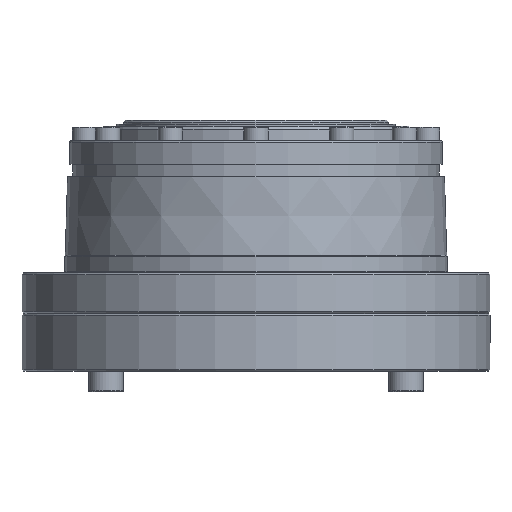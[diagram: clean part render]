
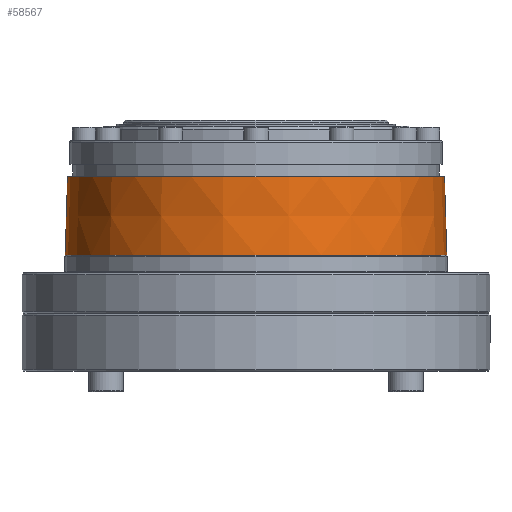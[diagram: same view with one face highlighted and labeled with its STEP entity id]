
A CAD part, front view. The second image highlights one B-rep face of the part: STEP entity #58567.
In plain terms, the highlighted conical face has half-angle 1.659 degrees and reference radius 56.25 mm.
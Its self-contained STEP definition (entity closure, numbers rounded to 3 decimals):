
#288 = FACE_OUTER_BOUND ( 'NONE', #66802, .T. ) ;
#1366 = VERTEX_POINT ( 'NONE', #27633 ) ;
#2785 = CARTESIAN_POINT ( 'NONE',  ( 0., 0., -16.7 ) ) ;
#6056 = CARTESIAN_POINT ( 'NONE',  ( -56.25, 0., -39.75 ) ) ;
#8167 = EDGE_CURVE ( 'NONE', #1366, #22859, #35047, .T. ) ;
#9950 = CARTESIAN_POINT ( 'NONE',  ( 0., 0., -39.75 ) ) ;
#10504 = CIRCLE ( 'NONE', #68935, 55.582 ) ;
#10593 = EDGE_CURVE ( 'NONE', #72986, #13312, #10504, .T. ) ;
#11224 = ORIENTED_EDGE ( 'NONE', *, *, #10593, .T. ) ;
#11717 = VECTOR ( 'NONE', #70837, 1000. ) ;
#13312 = VERTEX_POINT ( 'NONE', #38729 ) ;
#15212 = DIRECTION ( 'NONE',  ( 0., 1., 0. ) ) ;
#15483 = CARTESIAN_POINT ( 'NONE',  ( 55.582, 0., -16.7 ) ) ;
#17287 = VERTEX_POINT ( 'NONE', #6056 ) ;
#17994 = CARTESIAN_POINT ( 'NONE',  ( 0., 0., -39.75 ) ) ;
#20404 = DIRECTION ( 'NONE',  ( 0., 0., -1. ) ) ;
#20829 = EDGE_CURVE ( 'NONE', #22859, #17287, #66326, .T. ) ;
#22859 = VERTEX_POINT ( 'NONE', #35236 ) ;
#26251 = EDGE_CURVE ( 'NONE', #72986, #1366, #73741, .T. ) ;
#26344 = DIRECTION ( 'NONE',  ( -1., 0., 0. ) ) ;
#27633 = CARTESIAN_POINT ( 'NONE',  ( 56.25, 0., -39.75 ) ) ;
#28950 = CARTESIAN_POINT ( 'NONE',  ( 56.25, 0., -39.75 ) ) ;
#29441 = DIRECTION ( 'NONE',  ( 0.029, 0., -1. ) ) ;
#30244 = ORIENTED_EDGE ( 'NONE', *, *, #26251, .F. ) ;
#32702 = ORIENTED_EDGE ( 'NONE', *, *, #68301, .T. ) ;
#35047 = CIRCLE ( 'NONE', #35200, 56.25 ) ;
#35200 = AXIS2_PLACEMENT_3D ( 'NONE', #9950, #20404, #15212 ) ;
#35236 = CARTESIAN_POINT ( 'NONE',  ( 0., -56.25, -39.75 ) ) ;
#38729 = CARTESIAN_POINT ( 'NONE',  ( -55.582, 0., -16.7 ) ) ;
#41010 = LINE ( 'NONE', #71078, #11717 ) ;
#43013 = CONICAL_SURFACE ( 'NONE', #46878, 56.25, 0.029 ) ;
#45611 = DIRECTION ( 'NONE',  ( 0., 0., -1. ) ) ;
#46878 = AXIS2_PLACEMENT_3D ( 'NONE', #63576, #58326, #52576 ) ;
#52565 = ORIENTED_EDGE ( 'NONE', *, *, #8167, .F. ) ;
#52576 = DIRECTION ( 'NONE',  ( -1., 0., 0. ) ) ;
#57877 = DIRECTION ( 'NONE',  ( 0., 1., 0. ) ) ;
#58326 = DIRECTION ( 'NONE',  ( 0., 0., -1. ) ) ;
#58567 = ADVANCED_FACE ( 'NONE', ( #288 ), #43013, .T. ) ;
#59049 = AXIS2_PLACEMENT_3D ( 'NONE', #17994, #45611, #57877 ) ;
#59365 = ORIENTED_EDGE ( 'NONE', *, *, #20829, .F. ) ;
#60574 = DIRECTION ( 'NONE',  ( 0., 0., -1. ) ) ;
#63576 = CARTESIAN_POINT ( 'NONE',  ( 0., 0., -39.75 ) ) ;
#64766 = VECTOR ( 'NONE', #29441, 1000. ) ;
#66326 = CIRCLE ( 'NONE', #59049, 56.25 ) ;
#66802 = EDGE_LOOP ( 'NONE', ( #30244, #11224, #32702, #59365, #52565 ) ) ;
#68301 = EDGE_CURVE ( 'NONE', #13312, #17287, #41010, .T. ) ;
#68935 = AXIS2_PLACEMENT_3D ( 'NONE', #2785, #60574, #26344 ) ;
#70837 = DIRECTION ( 'NONE',  ( -0.029, 0., -1. ) ) ;
#71078 = CARTESIAN_POINT ( 'NONE',  ( -56.25, 0., -39.75 ) ) ;
#72986 = VERTEX_POINT ( 'NONE', #15483 ) ;
#73741 = LINE ( 'NONE', #28950, #64766 ) ;
